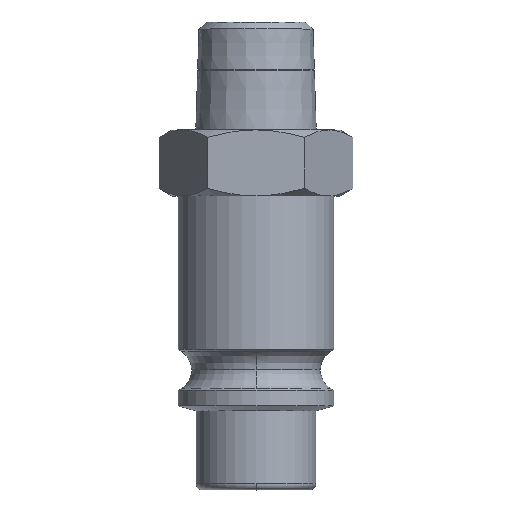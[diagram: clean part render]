
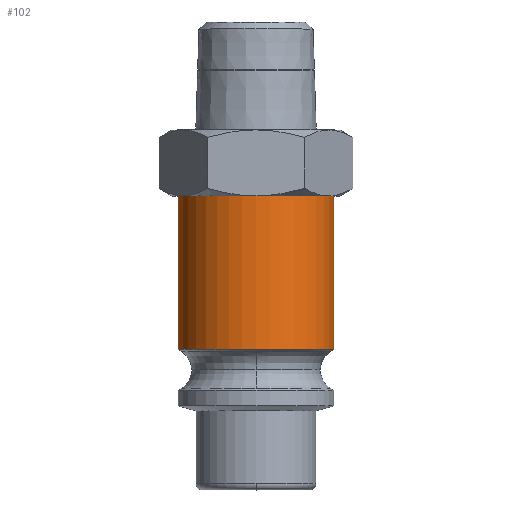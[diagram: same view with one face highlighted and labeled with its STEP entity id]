
A CAD part, top view. The second image highlights one B-rep face of the part: STEP entity #102.
In plain terms, the highlighted cylindrical face has radius 6.5 mm (diameter 13 mm), a partial arc.
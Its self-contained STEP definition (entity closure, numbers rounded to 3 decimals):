
#102=ADVANCED_FACE('',(#243),#244,.T.);
#243=FACE_OUTER_BOUND('',#424,.T.);
#244=CYLINDRICAL_SURFACE('',#425,6.5);
#424=EDGE_LOOP('',(#656,#657,#658,#659));
#425=AXIS2_PLACEMENT_3D('',#660,#661,#662);
#656=ORIENTED_EDGE('',*,*,#1088,.T.);
#657=ORIENTED_EDGE('',*,*,#1089,.T.);
#658=ORIENTED_EDGE('',*,*,#1090,.T.);
#659=ORIENTED_EDGE('',*,*,#1091,.T.);
#660=CARTESIAN_POINT('',(0.0,18.356,0.0));
#661=DIRECTION('',(-0.0,1.0,0.0));
#662=DIRECTION('',(1.0,0.0,0.0));
#1088=EDGE_CURVE('',#1306,#1307,#1308,.T.);
#1089=EDGE_CURVE('',#1307,#1309,#1310,.T.);
#1090=EDGE_CURVE('',#1309,#1311,#1312,.T.);
#1091=EDGE_CURVE('',#1311,#1306,#1313,.T.);
#1306=VERTEX_POINT('',#1646);
#1307=VERTEX_POINT('',#1647);
#1308=LINE('',#1648,#1649);
#1309=VERTEX_POINT('',#1650);
#1310=CIRCLE('',#1651,6.5);
#1311=VERTEX_POINT('',#1652);
#1312=LINE('',#1653,#1654);
#1313=CIRCLE('',#1655,6.5);
#1646=CARTESIAN_POINT('',(6.5,11.713,0.0));
#1647=CARTESIAN_POINT('',(6.5,24.5,0.));
#1648=CARTESIAN_POINT('',(6.5,18.356,0.));
#1649=VECTOR('',#2096,1.0);
#1650=CARTESIAN_POINT('',(-6.5,24.5,0.));
#1651=AXIS2_PLACEMENT_3D('',#2097,#2098,#2099);
#1652=CARTESIAN_POINT('',(-6.5,11.713,0.));
#1653=CARTESIAN_POINT('',(-6.5,18.356,0.));
#1654=VECTOR('',#2100,1.0);
#1655=AXIS2_PLACEMENT_3D('',#2101,#2102,#2103);
#2096=DIRECTION('',(0.0,1.0,0.0));
#2097=CARTESIAN_POINT('',(0.0,24.5,0.0));
#2098=DIRECTION('',(0.0,-1.0,0.0));
#2099=DIRECTION('',(1.0,0.0,0.0));
#2100=DIRECTION('',(-0.0,-1.0,-0.0));
#2101=CARTESIAN_POINT('',(0.0,11.713,0.0));
#2102=DIRECTION('',(-0.0,1.0,0.0));
#2103=DIRECTION('',(1.0,0.0,0.0));
